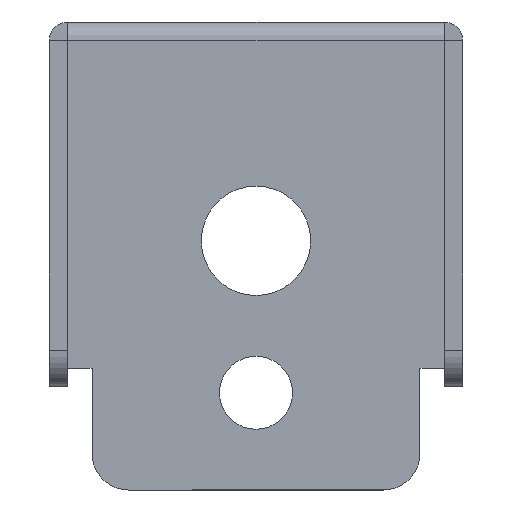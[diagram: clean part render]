
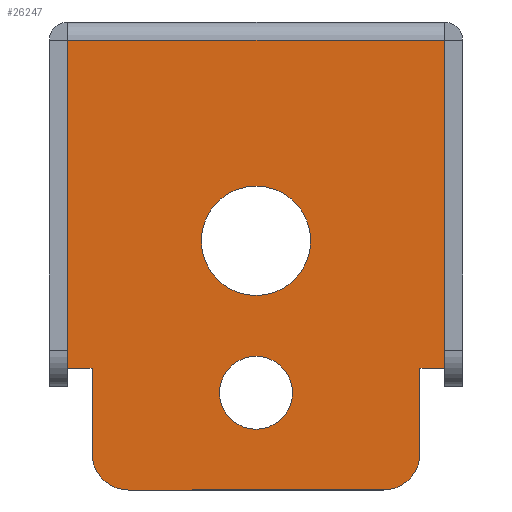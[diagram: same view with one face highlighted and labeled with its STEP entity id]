
A CAD part, left-side view. The second image highlights one B-rep face of the part: STEP entity #26247.
In plain terms, the highlighted planar face has unit normal (-1, 0, 0).
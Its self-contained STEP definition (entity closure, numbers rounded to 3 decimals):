
#2882 = EDGE_CURVE ( 'NONE', #3046, #3691, #23329, .T. ) ;
#2883 = EDGE_CURVE ( 'NONE', #3696, #3685, #23333, .T. ) ;
#2884 = EDGE_CURVE ( 'NONE', #3693, #3691, #23323, .T. ) ;
#2886 = EDGE_CURVE ( 'NONE', #3693, #2961, #23335, .T. ) ;
#2887 = EDGE_CURVE ( 'NONE', #3685, #3058, #23337, .T. ) ;
#2890 = EDGE_CURVE ( 'NONE', #3696, #3695, #23341, .T. ) ;
#2891 = EDGE_CURVE ( 'NONE', #3009, #3149, #23344, .T. ) ;
#2892 = EDGE_CURVE ( 'NONE', #3097, #3093, #23346, .T. ) ;
#2893 = EDGE_CURVE ( 'NONE', #3699, #2978, #23345, .T. ) ;
#2895 = EDGE_CURVE ( 'NONE', #3699, #3695, #23350, .T. ) ;
#2961 = VERTEX_POINT ( 'NONE', #17244 ) ;
#2978 = VERTEX_POINT ( 'NONE', #17261 ) ;
#3009 = VERTEX_POINT ( 'NONE', #17292 ) ;
#3046 = VERTEX_POINT ( 'NONE', #17329 ) ;
#3058 = VERTEX_POINT ( 'NONE', #17341 ) ;
#3093 = VERTEX_POINT ( 'NONE', #17376 ) ;
#3097 = VERTEX_POINT ( 'NONE', #17380 ) ;
#3149 = VERTEX_POINT ( 'NONE', #21314 ) ;
#3685 = VERTEX_POINT ( 'NONE', #20662 ) ;
#3691 = VERTEX_POINT ( 'NONE', #20668 ) ;
#3693 = VERTEX_POINT ( 'NONE', #20670 ) ;
#3695 = VERTEX_POINT ( 'NONE', #20672 ) ;
#3696 = VERTEX_POINT ( 'NONE', #20673 ) ;
#3699 = VERTEX_POINT ( 'NONE', #20676 ) ;
#6680 = ORIENTED_EDGE ( 'NONE', *, *, #2890, .F. ) ;
#6687 = ORIENTED_EDGE ( 'NONE', *, *, #2895, .T. ) ;
#6688 = ORIENTED_EDGE ( 'NONE', *, *, #25030, .F. ) ;
#6695 = ORIENTED_EDGE ( 'NONE', *, *, #2893, .F. ) ;
#6696 = ORIENTED_EDGE ( 'NONE', *, *, #2892, .F. ) ;
#6703 = ORIENTED_EDGE ( 'NONE', *, *, #25005, .T. ) ;
#6704 = ORIENTED_EDGE ( 'NONE', *, *, #25038, .F. ) ;
#6711 = ORIENTED_EDGE ( 'NONE', *, *, #2886, .T. ) ;
#6712 = ORIENTED_EDGE ( 'NONE', *, *, #2891, .F. ) ;
#6719 = ORIENTED_EDGE ( 'NONE', *, *, #2884, .F. ) ;
#6727 = ORIENTED_EDGE ( 'NONE', *, *, #2882, .T. ) ;
#6735 = ORIENTED_EDGE ( 'NONE', *, *, #25007, .T. ) ;
#6743 = ORIENTED_EDGE ( 'NONE', *, *, #2887, .T. ) ;
#6751 = ORIENTED_EDGE ( 'NONE', *, *, #2883, .T. ) ;
#7806 = CIRCLE ( 'NONE', #12439, 3. ) ;
#7816 = CIRCLE ( 'NONE', #12443, 4.5 ) ;
#7943 = CARTESIAN_POINT ( 'NONE',  ( -549.5, 0., -29. ) ) ;
#7946 = DIRECTION ( 'NONE',  ( -1., 0., 0. ) ) ;
#7947 = DIRECTION ( 'NONE',  ( 0., 0., 1. ) ) ;
#7955 = CARTESIAN_POINT ( 'NONE',  ( -549.5, 0., -16.5 ) ) ;
#7965 = DIRECTION ( 'NONE',  ( -1., 0., 0. ) ) ;
#7966 = DIRECTION ( 'NONE',  ( 0., 0., 1. ) ) ;
#8170 = CARTESIAN_POINT ( 'NONE',  ( -549.5, -15.49, -27. ) ) ;
#8171 = DIRECTION ( 'NONE',  ( 0., -1., 0. ) ) ;
#8174 = CARTESIAN_POINT ( 'NONE',  ( -549.5, -15.49, -27. ) ) ;
#8175 = DIRECTION ( 'NONE',  ( 0., -1., 0. ) ) ;
#8336 = LINE ( 'NONE', #8170, #8337 ) ;
#8337 = VECTOR ( 'NONE', #8171, 1000. ) ;
#8340 = LINE ( 'NONE', #8174, #8341 ) ;
#8341 = VECTOR ( 'NONE', #8175, 1000. ) ;
#12439 = AXIS2_PLACEMENT_3D ( 'NONE', #7943, #7946, #7947 ) ;
#12443 = AXIS2_PLACEMENT_3D ( 'NONE', #7955, #7965, #7966 ) ;
#17244 = CARTESIAN_POINT ( 'NONE',  ( -549.5, 15.49, -27. ) ) ;
#17261 = CARTESIAN_POINT ( 'NONE',  ( -549.5, 13.49, -27. ) ) ;
#17292 = CARTESIAN_POINT ( 'NONE',  ( -549.5, 0., -12. ) ) ;
#17329 = CARTESIAN_POINT ( 'NONE',  ( -549.5, -15.49, -27. ) ) ;
#17341 = CARTESIAN_POINT ( 'NONE',  ( -549.5, -13.49, -27. ) ) ;
#17376 = CARTESIAN_POINT ( 'NONE',  ( -549.5, 0., -32. ) ) ;
#17380 = CARTESIAN_POINT ( 'NONE',  ( -549.5, 0., -26. ) ) ;
#18019 = EDGE_LOOP ( 'NONE', ( #6680, #6751, #6743, #6735, #6727, #6719, #6711, #6703, #6695, #6687 ) ) ;
#18028 = EDGE_LOOP ( 'NONE', ( #6696, #6688 ) ) ;
#18064 = EDGE_LOOP ( 'NONE', ( #6712, #6704 ) ) ;
#20662 = CARTESIAN_POINT ( 'NONE',  ( -549.5, -13.49, -34. ) ) ;
#20668 = CARTESIAN_POINT ( 'NONE',  ( -549.5, -15.49, -0.01 ) ) ;
#20670 = CARTESIAN_POINT ( 'NONE',  ( -549.5, 15.49, -0.01 ) ) ;
#20672 = CARTESIAN_POINT ( 'NONE',  ( -549.5, 10.49, -37. ) ) ;
#20673 = CARTESIAN_POINT ( 'NONE',  ( -549.5, -10.49, -37. ) ) ;
#20676 = CARTESIAN_POINT ( 'NONE',  ( -549.5, 13.49, -34. ) ) ;
#21314 = CARTESIAN_POINT ( 'NONE',  ( -549.5, 0., -21. ) ) ;
#21832 = CARTESIAN_POINT ( 'NONE',  ( -549.5, -15.49, 0. ) ) ;
#21838 = DIRECTION ( 'NONE',  ( 0., 0., 1. ) ) ;
#21839 = CARTESIAN_POINT ( 'NONE',  ( -549.5, -10.49, -34. ) ) ;
#21840 = DIRECTION ( 'NONE',  ( -1., 0., 0. ) ) ;
#21841 = DIRECTION ( 'NONE',  ( 0., 0., -1. ) ) ;
#21842 = CARTESIAN_POINT ( 'NONE',  ( -549.5, -13.49, -37. ) ) ;
#21843 = CARTESIAN_POINT ( 'NONE',  ( -549.5, 15.49, -0.01 ) ) ;
#21844 = DIRECTION ( 'NONE',  ( 0., -1., 0. ) ) ;
#21847 = CARTESIAN_POINT ( 'NONE',  ( -549.5, 15.49, -27. ) ) ;
#21848 = DIRECTION ( 'NONE',  ( 0., 0., -1. ) ) ;
#21849 = CARTESIAN_POINT ( 'NONE',  ( -549.5, -13.49, -37. ) ) ;
#21850 = DIRECTION ( 'NONE',  ( 0., 0., 1. ) ) ;
#21855 = CARTESIAN_POINT ( 'NONE',  ( -549.5, 13.49, -37. ) ) ;
#21856 = DIRECTION ( 'NONE',  ( 0., 1., 0. ) ) ;
#21857 = CARTESIAN_POINT ( 'NONE',  ( -549.5, 0., -16.5 ) ) ;
#21858 = DIRECTION ( 'NONE',  ( -1., 0., 0. ) ) ;
#21859 = DIRECTION ( 'NONE',  ( 0., 0., 1. ) ) ;
#21860 = CARTESIAN_POINT ( 'NONE',  ( -549.5, 0., -29. ) ) ;
#21861 = DIRECTION ( 'NONE',  ( -1., 0., 0. ) ) ;
#21862 = DIRECTION ( 'NONE',  ( 0., 0., 1. ) ) ;
#21863 = CARTESIAN_POINT ( 'NONE',  ( -549.5, 10.49, -34. ) ) ;
#21864 = DIRECTION ( 'NONE',  ( 0., 0., 1. ) ) ;
#21868 = DIRECTION ( 'NONE',  ( -1., 0., 0. ) ) ;
#21869 = DIRECTION ( 'NONE',  ( 0., 0., -1. ) ) ;
#22997 = CARTESIAN_POINT ( 'NONE',  ( -549.5, 15.49, 0. ) ) ;
#23002 = PLANE ( 'NONE',  #27327 ) ;
#23003 = DIRECTION ( 'NONE',  ( 1., 0., 0. ) ) ;
#23004 = DIRECTION ( 'NONE',  ( 0., 0., -1. ) ) ;
#23323 = LINE ( 'NONE', #21843, #23328 ) ;
#23327 = VECTOR ( 'NONE', #21838, 1000. ) ;
#23328 = VECTOR ( 'NONE', #21844, 1000. ) ;
#23329 = LINE ( 'NONE', #21832, #23327 ) ;
#23331 = VECTOR ( 'NONE', #21856, 1000. ) ;
#23333 = CIRCLE ( 'NONE', #23477, 3. ) ;
#23335 = LINE ( 'NONE', #21847, #23336 ) ;
#23336 = VECTOR ( 'NONE', #21848, 1000. ) ;
#23337 = LINE ( 'NONE', #21849, #23338 ) ;
#23338 = VECTOR ( 'NONE', #21850, 1000. ) ;
#23341 = LINE ( 'NONE', #21842, #23331 ) ;
#23343 = VECTOR ( 'NONE', #21864, 1000. ) ;
#23344 = CIRCLE ( 'NONE', #23471, 4.5 ) ;
#23345 = LINE ( 'NONE', #21855, #23343 ) ;
#23346 = CIRCLE ( 'NONE', #23482, 3. ) ;
#23350 = CIRCLE ( 'NONE', #23481, 3. ) ;
#23471 = AXIS2_PLACEMENT_3D ( 'NONE', #21857, #21858, #21859 ) ;
#23477 = AXIS2_PLACEMENT_3D ( 'NONE', #21839, #21840, #21841 ) ;
#23481 = AXIS2_PLACEMENT_3D ( 'NONE', #21863, #21868, #21869 ) ;
#23482 = AXIS2_PLACEMENT_3D ( 'NONE', #21860, #21861, #21862 ) ;
#25005 = EDGE_CURVE ( 'NONE', #2961, #2978, #8336, .T. ) ;
#25007 = EDGE_CURVE ( 'NONE', #3058, #3046, #8340, .T. ) ;
#25030 = EDGE_CURVE ( 'NONE', #3093, #3097, #7806, .T. ) ;
#25038 = EDGE_CURVE ( 'NONE', #3149, #3009, #7816, .T. ) ;
#26247 = ADVANCED_FACE ( 'NONE', ( #27814, #27820, #27822 ), #23002, .F. ) ;
#27327 = AXIS2_PLACEMENT_3D ( 'NONE', #22997, #23003, #23004 ) ;
#27814 = FACE_BOUND ( 'NONE', #18064, .T. ) ;
#27820 = FACE_BOUND ( 'NONE', #18028, .T. ) ;
#27822 = FACE_OUTER_BOUND ( 'NONE', #18019, .T. ) ;
